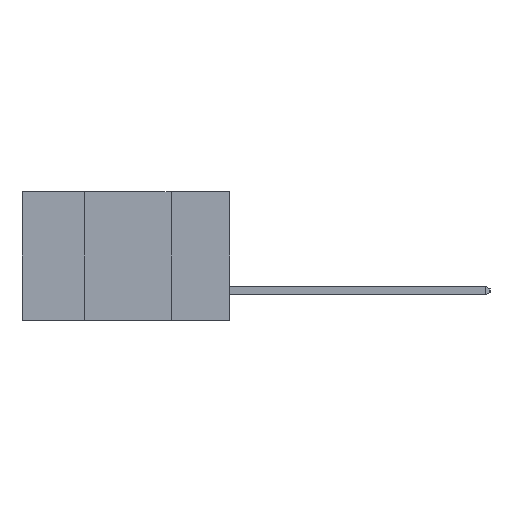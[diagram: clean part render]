
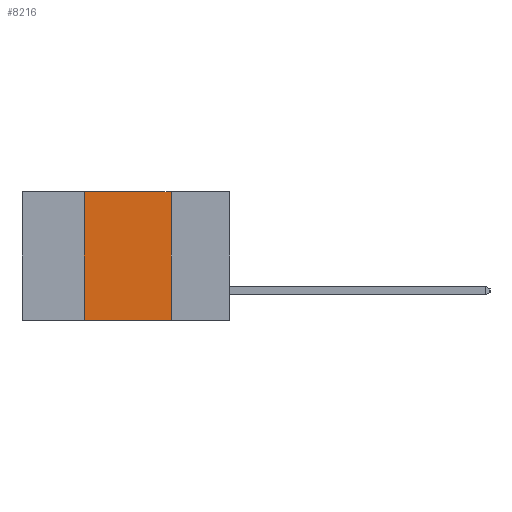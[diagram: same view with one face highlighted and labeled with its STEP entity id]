
A CAD part, left-side view. The second image highlights one B-rep face of the part: STEP entity #8216.
In plain terms, the highlighted planar face has unit normal (-1, 0, 0).
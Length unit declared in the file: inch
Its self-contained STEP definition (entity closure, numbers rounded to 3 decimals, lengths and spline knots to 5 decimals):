
#92 = CARTESIAN_POINT ( 'NONE',  ( 0., 0.42, -0.37 ) ) ;
#712 = CARTESIAN_POINT ( 'NONE',  ( 0., 0.17, 0. ) ) ;
#1310 = CARTESIAN_POINT ( 'NONE',  ( 0., 0.42, 0. ) ) ;
#1383 = CARTESIAN_POINT ( 'NONE',  ( 0., 0.42, 0. ) ) ;
#2174 = CARTESIAN_POINT ( 'NONE',  ( 0., 0.6, 0. ) ) ;
#2219 = VECTOR ( 'NONE', #4591, 39.37008 ) ;
#2750 = VERTEX_POINT ( 'NONE', #1383 ) ;
#4591 = DIRECTION ( 'NONE',  ( 0., 0., -1. ) ) ;
#4783 = CARTESIAN_POINT ( 'NONE',  ( 0., 0.6, 0. ) ) ;
#4798 = CARTESIAN_POINT ( 'NONE',  ( 0., 0.17, -0.37 ) ) ;
#5524 = ORIENTED_EDGE ( 'NONE', *, *, #19968, .F. ) ;
#8077 = DIRECTION ( 'NONE',  ( 0., -1., 0. ) ) ;
#8173 = VECTOR ( 'NONE', #8077, 39.37008 ) ;
#8216 = ADVANCED_FACE ( 'NONE', ( #11629 ), #15987, .F. ) ;
#8336 = EDGE_CURVE ( 'NONE', #16115, #2750, #9158, .T. ) ;
#9021 = AXIS2_PLACEMENT_3D ( 'NONE', #4783, #18085, #16468 ) ;
#9158 = LINE ( 'NONE', #1310, #18974 ) ;
#11492 = ORIENTED_EDGE ( 'NONE', *, *, #8336, .F. ) ;
#11629 = FACE_OUTER_BOUND ( 'NONE', #19058, .T. ) ;
#11937 = VERTEX_POINT ( 'NONE', #4798 ) ;
#12293 = VERTEX_POINT ( 'NONE', #25233 ) ;
#12668 = LINE ( 'NONE', #712, #2219 ) ;
#13763 = DIRECTION ( 'NONE',  ( 0., -1., 0. ) ) ;
#14793 = DIRECTION ( 'NONE',  ( 0., 0., 1. ) ) ;
#15742 = CARTESIAN_POINT ( 'NONE',  ( 0., 0.6, -0.37 ) ) ;
#15987 = PLANE ( 'NONE',  #9021 ) ;
#16115 = VERTEX_POINT ( 'NONE', #92 ) ;
#16410 = ORIENTED_EDGE ( 'NONE', *, *, #22883, .T. ) ;
#16468 = DIRECTION ( 'NONE',  ( 0., 0., -1. ) ) ;
#17963 = ORIENTED_EDGE ( 'NONE', *, *, #23105, .F. ) ;
#18085 = DIRECTION ( 'NONE',  ( 1., 0., 0. ) ) ;
#18974 = VECTOR ( 'NONE', #14793, 39.37008 ) ;
#19058 = EDGE_LOOP ( 'NONE', ( #17963, #5524, #11492, #16410 ) ) ;
#19968 = EDGE_CURVE ( 'NONE', #2750, #12293, #24297, .T. ) ;
#22883 = EDGE_CURVE ( 'NONE', #16115, #11937, #23898, .T. ) ;
#23105 = EDGE_CURVE ( 'NONE', #12293, #11937, #12668, .T. ) ;
#23320 = VECTOR ( 'NONE', #13763, 39.37008 ) ;
#23898 = LINE ( 'NONE', #15742, #23320 ) ;
#24297 = LINE ( 'NONE', #2174, #8173 ) ;
#25233 = CARTESIAN_POINT ( 'NONE',  ( 0., 0.17, 0. ) ) ;
